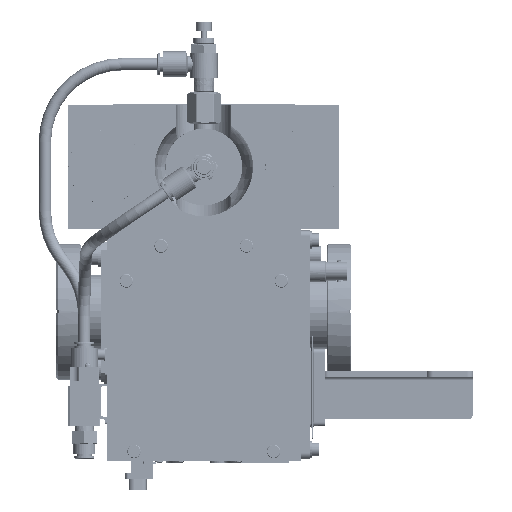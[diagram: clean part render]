
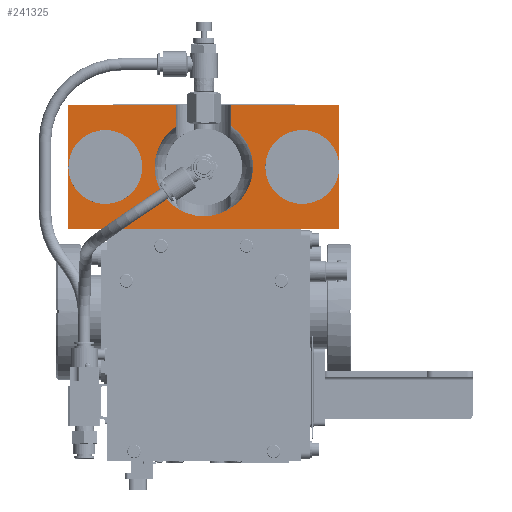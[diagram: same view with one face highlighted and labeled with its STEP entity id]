
A CAD part, left-side view. The second image highlights one B-rep face of the part: STEP entity #241325.
In plain terms, the highlighted planar face has unit normal (-1, 0, 0).
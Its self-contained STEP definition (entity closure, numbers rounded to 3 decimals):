
#31778 = VECTOR ( 'NONE', #265959, 1000. ) ;
#101622 = VERTEX_POINT ( 'NONE', #292009 ) ;
#101625 = VERTEX_POINT ( 'NONE', #292042 ) ;
#101631 = VERTEX_POINT ( 'NONE', #292073 ) ;
#101634 = VERTEX_POINT ( 'NONE', #292087 ) ;
#101641 = VERTEX_POINT ( 'NONE', #292140 ) ;
#101650 = VERTEX_POINT ( 'NONE', #292203 ) ;
#101653 = VERTEX_POINT ( 'NONE', #292218 ) ;
#101732 = VERTEX_POINT ( 'NONE', #292903 ) ;
#101737 = VERTEX_POINT ( 'NONE', #292937 ) ;
#101744 = VERTEX_POINT ( 'NONE', #293026 ) ;
#101769 = VERTEX_POINT ( 'NONE', #293256 ) ;
#105750 = VERTEX_POINT ( 'NONE', #153082 ) ;
#105802 = EDGE_CURVE ( 'NONE', #101732, #101737, #263382, .T. ) ;
#105803 = EDGE_CURVE ( 'NONE', #101622, #101650, #153772, .T. ) ;
#105804 = EDGE_CURVE ( 'NONE', #101641, #101653, #153766, .T. ) ;
#105805 = EDGE_CURVE ( 'NONE', #101634, #101625, #153769, .T. ) ;
#105806 = EDGE_CURVE ( 'NONE', #105750, #101631, #153786, .T. ) ;
#105807 = EDGE_CURVE ( 'NONE', #101622, #105750, #263396, .T. ) ;
#105808 = EDGE_CURVE ( 'NONE', #101744, #101769, #263399, .T. ) ;
#105833 = EDGE_CURVE ( 'NONE', #101625, #101653, #154196, .T. ) ;
#105844 = EDGE_CURVE ( 'NONE', #101634, #101631, #154333, .T. ) ;
#153082 = CARTESIAN_POINT ( 'NONE',  ( -345.025, 14.224, 95.794 ) ) ;
#153744 = CARTESIAN_POINT ( 'NONE',  ( -345.025, -14.224, -10.885 ) ) ;
#153766 = LINE ( 'NONE', #153791, #263378 ) ;
#153769 = LINE ( 'NONE', #153803, #263387 ) ;
#153772 = LINE ( 'NONE', #153744, #263380 ) ;
#153776 = CARTESIAN_POINT ( 'NONE',  ( -345.025, -50.8, 74.75 ) ) ;
#153779 = DIRECTION ( 'NONE',  ( 1., 0., 0. ) ) ;
#153783 = DIRECTION ( 'NONE',  ( 0., 1., 0. ) ) ;
#153786 = LINE ( 'NONE', #153816, #263390 ) ;
#153789 = DIRECTION ( 'NONE',  ( 0., 0., 1. ) ) ;
#153791 = CARTESIAN_POINT ( 'NONE',  ( -345.025, -69.85, 106.5 ) ) ;
#153800 = DIRECTION ( 'NONE',  ( 0., 0., -1. ) ) ;
#153803 = CARTESIAN_POINT ( 'NONE',  ( -345.025, 69.85, 106.5 ) ) ;
#153812 = DIRECTION ( 'NONE',  ( 0., 0., -1. ) ) ;
#153816 = CARTESIAN_POINT ( 'NONE',  ( -345.025, 14.224, -10.885 ) ) ;
#153820 = DIRECTION ( 'NONE',  ( 0., 0., 1. ) ) ;
#153828 = CARTESIAN_POINT ( 'NONE',  ( -345.025, 0., 74.75 ) ) ;
#153830 = DIRECTION ( 'NONE',  ( 1., 0., 0. ) ) ;
#153832 = DIRECTION ( 'NONE',  ( 0., 0., 1. ) ) ;
#153836 = CARTESIAN_POINT ( 'NONE',  ( -345.025, 50.8, 74.75 ) ) ;
#153838 = DIRECTION ( 'NONE',  ( 1., 0., 0. ) ) ;
#153842 = DIRECTION ( 'NONE',  ( 0., 1., 0. ) ) ;
#154196 = LINE ( 'NONE', #154201, #263473 ) ;
#154201 = CARTESIAN_POINT ( 'NONE',  ( -345.025, 69.85, 43. ) ) ;
#154205 = DIRECTION ( 'NONE',  ( 0., -1., 0. ) ) ;
#154333 = LINE ( 'NONE', #154339, #263523 ) ;
#154339 = CARTESIAN_POINT ( 'NONE',  ( -345.025, 69.85, 106.5 ) ) ;
#154343 = DIRECTION ( 'NONE',  ( 0., -1., 0. ) ) ;
#231109 = CARTESIAN_POINT ( 'NONE',  ( -345.025, -50.8, 74.75 ) ) ;
#231112 = DIRECTION ( 'NONE',  ( 1., 0., 0. ) ) ;
#231116 = DIRECTION ( 'NONE',  ( 0., 1., 0. ) ) ;
#231152 = CARTESIAN_POINT ( 'NONE',  ( -345.025, 50.8, 74.75 ) ) ;
#231155 = DIRECTION ( 'NONE',  ( 1., 0., 0. ) ) ;
#231157 = DIRECTION ( 'NONE',  ( 0., 1., 0. ) ) ;
#241325 = ADVANCED_FACE ( 'NONE', ( #268097, #268101, #268106 ), #268104, .F. ) ;
#263378 = VECTOR ( 'NONE', #153800, 1000. ) ;
#263380 = VECTOR ( 'NONE', #153789, 1000. ) ;
#263382 = CIRCLE ( 'NONE', #263384, 9.525 ) ;
#263384 = AXIS2_PLACEMENT_3D ( 'NONE', #153776, #153779, #153783 ) ;
#263387 = VECTOR ( 'NONE', #153812, 1000. ) ;
#263390 = VECTOR ( 'NONE', #153820, 1000. ) ;
#263396 = CIRCLE ( 'NONE', #263402, 25.4 ) ;
#263399 = CIRCLE ( 'NONE', #263408, 9.525 ) ;
#263402 = AXIS2_PLACEMENT_3D ( 'NONE', #153828, #153830, #153832 ) ;
#263408 = AXIS2_PLACEMENT_3D ( 'NONE', #153836, #153838, #153842 ) ;
#263473 = VECTOR ( 'NONE', #154205, 1000. ) ;
#263523 = VECTOR ( 'NONE', #154343, 1000. ) ;
#265953 = LINE ( 'NONE', #265956, #31778 ) ;
#265956 = CARTESIAN_POINT ( 'NONE',  ( -345.025, 69.85, 106.5 ) ) ;
#265959 = DIRECTION ( 'NONE',  ( 0., -1., 0. ) ) ;
#268097 = FACE_BOUND ( 'NONE', #281888, .T. ) ;
#268101 = FACE_OUTER_BOUND ( 'NONE', #281893, .T. ) ;
#268104 = PLANE ( 'NONE',  #315488 ) ;
#268106 = FACE_BOUND ( 'NONE', #281924, .T. ) ;
#268115 = CARTESIAN_POINT ( 'NONE',  ( -345.025, 69.85, 106.5 ) ) ;
#268116 = DIRECTION ( 'NONE',  ( 1., 0., 0. ) ) ;
#268117 = DIRECTION ( 'NONE',  ( 0., 0., 1. ) ) ;
#272096 = CIRCLE ( 'NONE', #272106, 9.525 ) ;
#272106 = AXIS2_PLACEMENT_3D ( 'NONE', #231109, #231112, #231116 ) ;
#272120 = CIRCLE ( 'NONE', #272130, 9.525 ) ;
#272130 = AXIS2_PLACEMENT_3D ( 'NONE', #231152, #231155, #231157 ) ;
#281888 = EDGE_LOOP ( 'NONE', ( #288371, #288375 ) ) ;
#281893 = EDGE_LOOP ( 'NONE', ( #288378, #288380, #288383, #288387, #288391, #288395, #288399, #288402 ) ) ;
#281924 = EDGE_LOOP ( 'NONE', ( #288405, #288407 ) ) ;
#288371 = ORIENTED_EDGE ( 'NONE', *, *, #105808, .T. ) ;
#288375 = ORIENTED_EDGE ( 'NONE', *, *, #296044, .T. ) ;
#288378 = ORIENTED_EDGE ( 'NONE', *, *, #105807, .T. ) ;
#288380 = ORIENTED_EDGE ( 'NONE', *, *, #105806, .T. ) ;
#288383 = ORIENTED_EDGE ( 'NONE', *, *, #105844, .F. ) ;
#288387 = ORIENTED_EDGE ( 'NONE', *, *, #105805, .T. ) ;
#288391 = ORIENTED_EDGE ( 'NONE', *, *, #105833, .T. ) ;
#288395 = ORIENTED_EDGE ( 'NONE', *, *, #105804, .F. ) ;
#288399 = ORIENTED_EDGE ( 'NONE', *, *, #295910, .F. ) ;
#288402 = ORIENTED_EDGE ( 'NONE', *, *, #105803, .F. ) ;
#288405 = ORIENTED_EDGE ( 'NONE', *, *, #105802, .T. ) ;
#288407 = ORIENTED_EDGE ( 'NONE', *, *, #296030, .T. ) ;
#292009 = CARTESIAN_POINT ( 'NONE',  ( -345.025, -14.224, 95.794 ) ) ;
#292042 = CARTESIAN_POINT ( 'NONE',  ( -345.025, 69.85, 43. ) ) ;
#292073 = CARTESIAN_POINT ( 'NONE',  ( -345.025, 14.224, 106.5 ) ) ;
#292087 = CARTESIAN_POINT ( 'NONE',  ( -345.025, 69.85, 106.5 ) ) ;
#292140 = CARTESIAN_POINT ( 'NONE',  ( -345.025, -69.85, 106.5 ) ) ;
#292203 = CARTESIAN_POINT ( 'NONE',  ( -345.025, -14.224, 106.5 ) ) ;
#292218 = CARTESIAN_POINT ( 'NONE',  ( -345.025, -69.85, 43. ) ) ;
#292903 = CARTESIAN_POINT ( 'NONE',  ( -345.025, -41.275, 74.75 ) ) ;
#292937 = CARTESIAN_POINT ( 'NONE',  ( -345.025, -60.325, 74.75 ) ) ;
#293026 = CARTESIAN_POINT ( 'NONE',  ( -345.025, 60.325, 74.75 ) ) ;
#293256 = CARTESIAN_POINT ( 'NONE',  ( -345.025, 41.275, 74.75 ) ) ;
#295910 = EDGE_CURVE ( 'NONE', #101650, #101641, #265953, .T. ) ;
#296030 = EDGE_CURVE ( 'NONE', #101737, #101732, #272096, .T. ) ;
#296044 = EDGE_CURVE ( 'NONE', #101769, #101744, #272120, .T. ) ;
#315488 = AXIS2_PLACEMENT_3D ( 'NONE', #268115, #268116, #268117 ) ;
